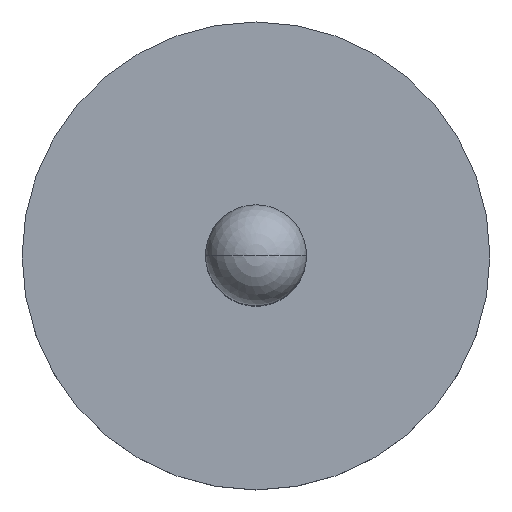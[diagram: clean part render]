
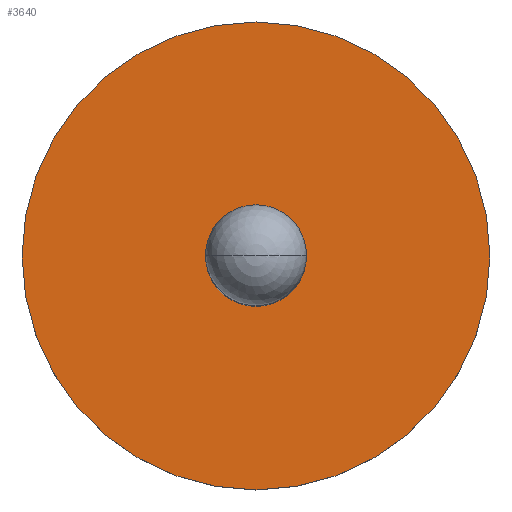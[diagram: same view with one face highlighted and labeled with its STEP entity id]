
A CAD part, top view. The second image highlights one B-rep face of the part: STEP entity #3640.
In plain terms, the highlighted planar face has unit normal (0, 0, 1).
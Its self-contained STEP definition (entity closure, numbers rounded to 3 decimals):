
#3257=CARTESIAN_POINT('',(0.,0.,39.25));
#3258=DIRECTION('',(0.,0.,1.));
#3259=DIRECTION('',(1.,0.,0.));
#3260=AXIS2_PLACEMENT_3D('',#3257,#3258,#3259);
#3265=CARTESIAN_POINT('',(0.,0.,39.25));
#3266=DIRECTION('',(0.,0.,1.));
#3267=DIRECTION('',(-1.,0.,0.));
#3268=AXIS2_PLACEMENT_3D('',#3265,#3266,#3267);
#3273=CARTESIAN_POINT('',(0.,0.,39.25));
#3274=DIRECTION('',(0.,0.,1.));
#3275=DIRECTION('',(-1.,0.,0.));
#3276=AXIS2_PLACEMENT_3D('',#3273,#3274,#3275);
#3281=CARTESIAN_POINT('',(0.,0.,39.25));
#3282=DIRECTION('',(0.,0.,1.));
#3283=DIRECTION('',(1.,0.,0.));
#3284=AXIS2_PLACEMENT_3D('',#3281,#3282,#3283);
#3567=CARTESIAN_POINT('',(-3.,0.,39.25));
#3568=CARTESIAN_POINT('',(3.,0.,39.25));
#3569=VERTEX_POINT('',#3567);
#3570=VERTEX_POINT('',#3568);
#3571=CARTESIAN_POINT('',(13.9,0.,39.25));
#3572=CARTESIAN_POINT('',(-13.9,0.,39.25));
#3573=VERTEX_POINT('',#3571);
#3574=VERTEX_POINT('',#3572);
#3623=CARTESIAN_POINT('',(0.,0.,39.25));
#3624=DIRECTION('',(0.,0.,-1.));
#3625=DIRECTION('',(-1.,0.,0.));
#3626=AXIS2_PLACEMENT_3D('',#3623,#3624,#3625);
#3627=PLANE('',#3626);
#3629=ORIENTED_EDGE('',*,*,#3628,.F.);
#3631=ORIENTED_EDGE('',*,*,#3630,.F.);
#3632=EDGE_LOOP('',(#3629,#3631));
#3633=FACE_OUTER_BOUND('',#3632,.F.);
#3635=ORIENTED_EDGE('',*,*,#3634,.T.);
#3637=ORIENTED_EDGE('',*,*,#3636,.T.);
#3638=EDGE_LOOP('',(#3635,#3637));
#3639=FACE_BOUND('',#3638,.F.);
#3261=CIRCLE('',#3260,13.9);
#3269=CIRCLE('',#3268,13.9);
#3277=CIRCLE('',#3276,3.);
#3285=CIRCLE('',#3284,3.);
#3628=EDGE_CURVE('',#3573,#3574,#3261,.T.);
#3630=EDGE_CURVE('',#3574,#3573,#3269,.T.);
#3634=EDGE_CURVE('',#3569,#3570,#3277,.T.);
#3636=EDGE_CURVE('',#3570,#3569,#3285,.T.);
#3640=ADVANCED_FACE('',(#3633,#3639),#3627,.F.);
